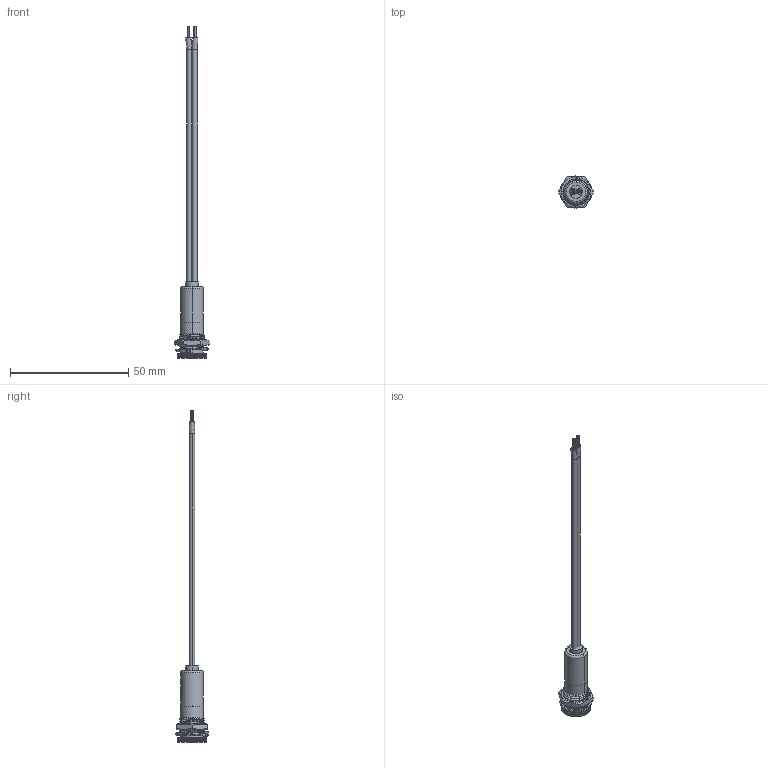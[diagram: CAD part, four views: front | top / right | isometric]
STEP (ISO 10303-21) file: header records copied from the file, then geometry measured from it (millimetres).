
FILE_DESCRIPTION (( 'STEP AP203' ), '1' );
FILE_NAME ('10-02876.STEP', '2018-02-20T19:12:20', ( '' ), ( '' ), 'SwSTEP 2.0', 'SolidWorks 2015', '' );
FILE_SCHEMA (( 'CONFIG_CONTROL_DESIGN' ));
Length unit declared in the file: millimetre
Products named in the file (13): 10-02876; 54-00061-1; 56-00001_Helical - Render; 54-00061-3; 54-00061-4; 54-00061 shell; 30-00415_5mm s+t; 54-00061; 54-00061-5; 24-00234; 54-00061-6; 54-00061_ASM; 54-00061 nut
Assembly tree (12 placements, depth 4):
  10-02876
    30-00415_5mm s+t
    24-00234
    54-00061
      54-00061 shell
      54-00061_ASM
        54-00061-1
        54-00061-3
        54-00061-4
        54-00061-5
        54-00061-6
      54-00061 nut
      56-00001_Helical - Render
Bounding box: 15.01 x 13.54 x 140.1 mm (x, y, z)
Volume: 2859.7 mm3; surface area: 11184.8 mm2
Topology: 178 solids, 178 shells, 1097 faces, 2168 edges, 1431 vertices
Faces by surface type: plane 539, cylinder 476, bspline 50, cone 30, torus 2
Entity records: 34989 total; most frequent: CARTESIAN_POINT 11336, DIRECTION 4725, ORIENTED_EDGE 4328, EDGE_CURVE 2164, AXIS2_PLACEMENT_3D 2002, VERTEX_POINT 1431, EDGE_LOOP 1123, ADVANCED_FACE 1097
